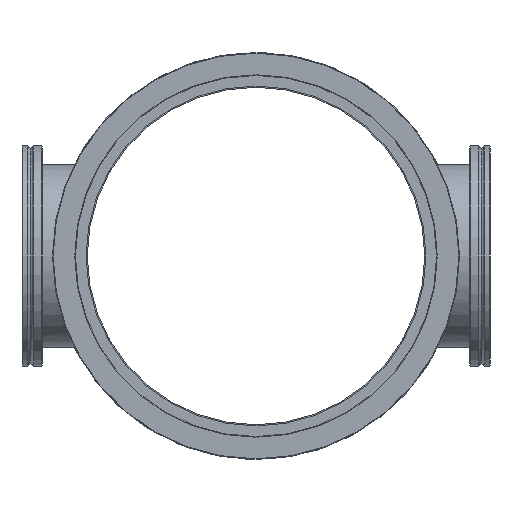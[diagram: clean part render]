
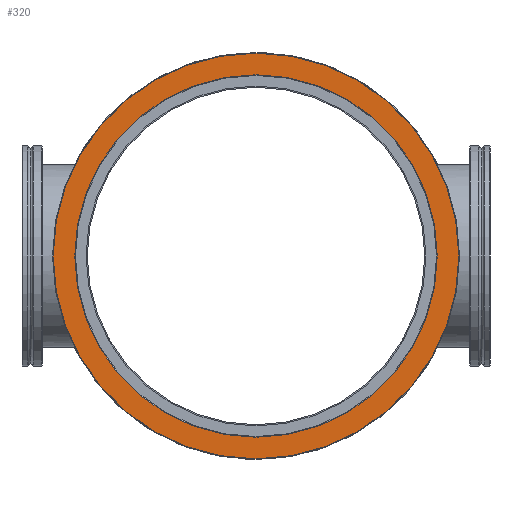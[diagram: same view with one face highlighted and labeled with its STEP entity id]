
A CAD part, left-side view. The second image highlights one B-rep face of the part: STEP entity #320.
In plain terms, the highlighted face is planar.
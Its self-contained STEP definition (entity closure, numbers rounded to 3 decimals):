
#165 = DIRECTION ( 'NONE',  ( 0., 0., -1. ) ) ;
#320 = ADVANCED_FACE ( 'NONE', ( #381, #783 ), #1708, .T. ) ;
#326 = AXIS2_PLACEMENT_3D ( 'NONE', #1404, #1412, #1416 ) ;
#381 = FACE_BOUND ( 'NONE', #1254, .T. ) ;
#408 = CARTESIAN_POINT ( 'NONE',  ( 0., 0., 106.9 ) ) ;
#457 = CIRCLE ( 'NONE', #2181, 106.9 ) ;
#464 = CARTESIAN_POINT ( 'NONE',  ( 0., 0., -119.6 ) ) ;
#473 = DIRECTION ( 'NONE',  ( 0., -1., 0. ) ) ;
#679 = CIRCLE ( 'NONE', #1488, 119.6 ) ;
#783 = FACE_OUTER_BOUND ( 'NONE', #2400, .T. ) ;
#794 = CIRCLE ( 'NONE', #2032, 119.6 ) ;
#897 = AXIS2_PLACEMENT_3D ( 'NONE', #1734, #2345, #1581 ) ;
#924 = VERTEX_POINT ( 'NONE', #2482 ) ;
#1048 = ORIENTED_EDGE ( 'NONE', *, *, #2100, .T. ) ;
#1254 = EDGE_LOOP ( 'NONE', ( #1048, #1313 ) ) ;
#1312 = VERTEX_POINT ( 'NONE', #1511 ) ;
#1313 = ORIENTED_EDGE ( 'NONE', *, *, #1500, .T. ) ;
#1397 = DIRECTION ( 'NONE',  ( 0., 1., 0. ) ) ;
#1404 = CARTESIAN_POINT ( 'NONE',  ( 0., 0., 0. ) ) ;
#1412 = DIRECTION ( 'NONE',  ( 0., 1., 0. ) ) ;
#1416 = DIRECTION ( 'NONE',  ( 0., 0., -1. ) ) ;
#1488 = AXIS2_PLACEMENT_3D ( 'NONE', #2895, #1601, #165 ) ;
#1500 = EDGE_CURVE ( 'NONE', #2328, #1312, #1618, .T. ) ;
#1511 = CARTESIAN_POINT ( 'NONE',  ( 0., 0., -106.9 ) ) ;
#1581 = DIRECTION ( 'NONE',  ( 0., 0., -1. ) ) ;
#1601 = DIRECTION ( 'NONE',  ( 0., -1., 0. ) ) ;
#1618 = CIRCLE ( 'NONE', #326, 106.9 ) ;
#1708 = PLANE ( 'NONE',  #897 ) ;
#1734 = CARTESIAN_POINT ( 'NONE',  ( -106.5, 0., 0. ) ) ;
#1909 = CARTESIAN_POINT ( 'NONE',  ( 0., 0., 0. ) ) ;
#2032 = AXIS2_PLACEMENT_3D ( 'NONE', #1909, #473, #2148 ) ;
#2049 = EDGE_CURVE ( 'NONE', #2739, #924, #679, .T. ) ;
#2100 = EDGE_CURVE ( 'NONE', #1312, #2328, #457, .T. ) ;
#2148 = DIRECTION ( 'NONE',  ( 0., 0., -1. ) ) ;
#2181 = AXIS2_PLACEMENT_3D ( 'NONE', #2731, #1397, #2929 ) ;
#2197 = EDGE_CURVE ( 'NONE', #924, #2739, #794, .T. ) ;
#2328 = VERTEX_POINT ( 'NONE', #408 ) ;
#2345 = DIRECTION ( 'NONE',  ( 0., -1., 0. ) ) ;
#2363 = ORIENTED_EDGE ( 'NONE', *, *, #2049, .T. ) ;
#2400 = EDGE_LOOP ( 'NONE', ( #2661, #2363 ) ) ;
#2482 = CARTESIAN_POINT ( 'NONE',  ( 0., 0., 119.6 ) ) ;
#2661 = ORIENTED_EDGE ( 'NONE', *, *, #2197, .T. ) ;
#2731 = CARTESIAN_POINT ( 'NONE',  ( 0., 0., 0. ) ) ;
#2739 = VERTEX_POINT ( 'NONE', #464 ) ;
#2895 = CARTESIAN_POINT ( 'NONE',  ( 0., 0., 0. ) ) ;
#2929 = DIRECTION ( 'NONE',  ( 0., 0., -1. ) ) ;
